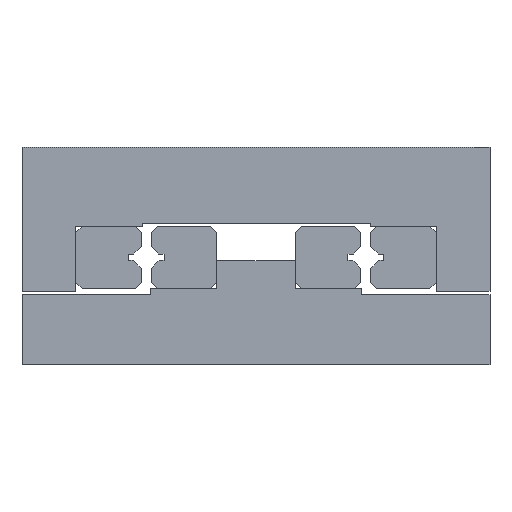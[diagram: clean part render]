
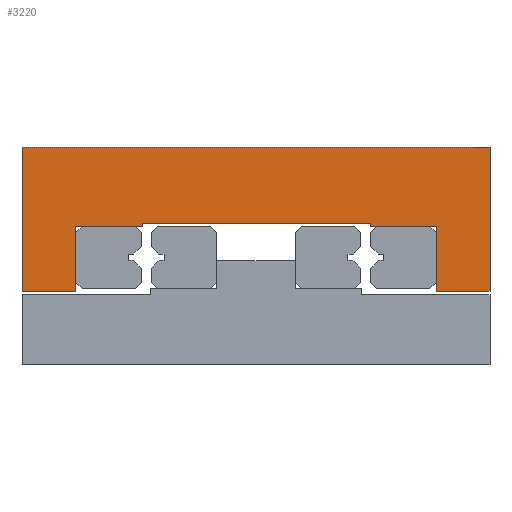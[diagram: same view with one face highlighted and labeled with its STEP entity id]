
A CAD part, front view. The second image highlights one B-rep face of the part: STEP entity #3220.
In plain terms, the highlighted planar face has unit normal (0, -1, 0).
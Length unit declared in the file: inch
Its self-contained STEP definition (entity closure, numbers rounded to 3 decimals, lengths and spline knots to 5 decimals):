
#2742=CARTESIAN_POINT('',(-0.909,-1.08,-0.364));
#2743=VERTEX_POINT('',#2742);
#2750=CARTESIAN_POINT('',(-1.181,-1.08,-0.364));
#2751=VERTEX_POINT('',#2750);
#2752=CARTESIAN_POINT('',(-0.909,-1.08,-0.364));
#2753=DIRECTION('',(-1.0,0.0,0.0));
#2754=VECTOR('',#2753,0.272);
#2755=LINE('',#2752,#2754);
#2756=EDGE_CURVE('',#2743,#2751,#2755,.T.);
#2773=CARTESIAN_POINT('',(-0.909,-1.08,-0.036));
#2774=VERTEX_POINT('',#2773);
#2781=CARTESIAN_POINT('',(-0.909,-1.08,-0.036));
#2782=DIRECTION('',(0.0,0.0,-1.0));
#2783=VECTOR('',#2782,0.328);
#2784=LINE('',#2781,#2783);
#2785=EDGE_CURVE('',#2774,#2743,#2784,.T.);
#2797=CARTESIAN_POINT('',(-0.57433,-1.08,-0.036));
#2798=VERTEX_POINT('',#2797);
#2805=CARTESIAN_POINT('',(-0.57433,-1.08,-0.036));
#2806=DIRECTION('',(-1.0,0.0,0.0));
#2807=VECTOR('',#2806,0.33467);
#2808=LINE('',#2805,#2807);
#2809=EDGE_CURVE('',#2798,#2774,#2808,.T.);
#2821=CARTESIAN_POINT('',(-0.57433,-1.08,-0.02));
#2822=VERTEX_POINT('',#2821);
#2829=CARTESIAN_POINT('',(-0.57433,-1.08,-0.02));
#2830=DIRECTION('',(0.0,0.0,-1.0));
#2831=VECTOR('',#2830,0.016);
#2832=LINE('',#2829,#2831);
#2833=EDGE_CURVE('',#2822,#2798,#2832,.T.);
#2845=CARTESIAN_POINT('',(0.58026,-1.08,-0.02));
#2846=VERTEX_POINT('',#2845);
#2853=CARTESIAN_POINT('',(0.58026,-1.08,-0.02));
#2854=DIRECTION('',(-1.0,0.0,0.0));
#2855=VECTOR('',#2854,1.15459);
#2856=LINE('',#2853,#2855);
#2857=EDGE_CURVE('',#2846,#2822,#2856,.T.);
#2957=CARTESIAN_POINT('',(0.58026,-1.08,-0.036));
#2958=VERTEX_POINT('',#2957);
#2965=CARTESIAN_POINT('',(0.58026,-1.08,-0.036));
#2966=DIRECTION('',(0.0,0.0,1.0));
#2967=VECTOR('',#2966,0.016);
#2968=LINE('',#2965,#2967);
#2969=EDGE_CURVE('',#2958,#2846,#2968,.T.);
#2981=CARTESIAN_POINT('',(0.909,-1.08,-0.036));
#2982=VERTEX_POINT('',#2981);
#2989=CARTESIAN_POINT('',(0.909,-1.08,-0.036));
#2990=DIRECTION('',(-1.0,0.0,0.0));
#2991=VECTOR('',#2990,0.32874);
#2992=LINE('',#2989,#2991);
#2993=EDGE_CURVE('',#2982,#2958,#2992,.T.);
#3005=CARTESIAN_POINT('',(0.909,-1.08,-0.364));
#3006=VERTEX_POINT('',#3005);
#3013=CARTESIAN_POINT('',(0.909,-1.08,-0.364));
#3014=DIRECTION('',(0.0,0.0,1.0));
#3015=VECTOR('',#3014,0.328);
#3016=LINE('',#3013,#3015);
#3017=EDGE_CURVE('',#3006,#2982,#3016,.T.);
#3029=CARTESIAN_POINT('',(1.181,-1.08,-0.364));
#3030=VERTEX_POINT('',#3029);
#3037=CARTESIAN_POINT('',(1.181,-1.08,-0.364));
#3038=DIRECTION('',(-1.0,0.0,0.0));
#3039=VECTOR('',#3038,0.272);
#3040=LINE('',#3037,#3039);
#3041=EDGE_CURVE('',#3030,#3006,#3040,.T.);
#3053=CARTESIAN_POINT('',(1.181,-1.08,0.364));
#3054=VERTEX_POINT('',#3053);
#3061=CARTESIAN_POINT('',(1.181,-1.08,0.364));
#3062=DIRECTION('',(0.0,0.0,-1.0));
#3063=VECTOR('',#3062,0.728);
#3064=LINE('',#3061,#3063);
#3065=EDGE_CURVE('',#3054,#3030,#3064,.T.);
#3077=CARTESIAN_POINT('',(-1.181,-1.08,0.364));
#3078=VERTEX_POINT('',#3077);
#3085=CARTESIAN_POINT('',(-1.181,-1.08,0.364));
#3086=DIRECTION('',(1.0,0.0,0.0));
#3087=VECTOR('',#3086,2.362);
#3088=LINE('',#3085,#3087);
#3089=EDGE_CURVE('',#3078,#3054,#3088,.T.);
#3190=CARTESIAN_POINT('',(-1.181,-1.08,-0.364));
#3191=DIRECTION('',(0.0,0.0,1.0));
#3192=VECTOR('',#3191,0.728);
#3193=LINE('',#3190,#3192);
#3194=EDGE_CURVE('',#2751,#3078,#3193,.T.);
#3201=CARTESIAN_POINT('',(0.00001,-1.08,0.07028));
#3202=DIRECTION('',(0.0,1.0,0.0));
#3203=DIRECTION('',(0.0,0.0,1.0));
#3204=AXIS2_PLACEMENT_3D('',#3201,#3202,#3203);
#3205=PLANE('',#3204);
#3206=ORIENTED_EDGE('',*,*,#3194,.F.);
#3207=ORIENTED_EDGE('',*,*,#2756,.F.);
#3208=ORIENTED_EDGE('',*,*,#2785,.F.);
#3209=ORIENTED_EDGE('',*,*,#2809,.F.);
#3210=ORIENTED_EDGE('',*,*,#2833,.F.);
#3211=ORIENTED_EDGE('',*,*,#2857,.F.);
#3212=ORIENTED_EDGE('',*,*,#2969,.F.);
#3213=ORIENTED_EDGE('',*,*,#2993,.F.);
#3214=ORIENTED_EDGE('',*,*,#3017,.F.);
#3215=ORIENTED_EDGE('',*,*,#3041,.F.);
#3216=ORIENTED_EDGE('',*,*,#3065,.F.);
#3217=ORIENTED_EDGE('',*,*,#3089,.F.);
#3218=EDGE_LOOP('',(#3206,#3207,#3208,#3209,#3210,#3211,#3212,#3213,#3214,#3215,#3216,#3217));
#3219=FACE_OUTER_BOUND('',#3218,.T.);
#3220=ADVANCED_FACE('',(#3219),#3205,.F.);
